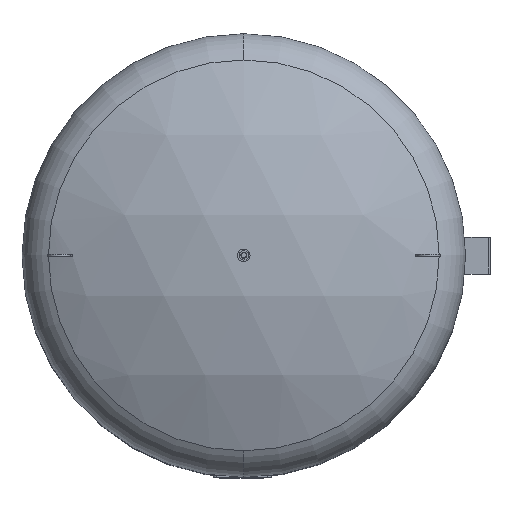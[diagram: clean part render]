
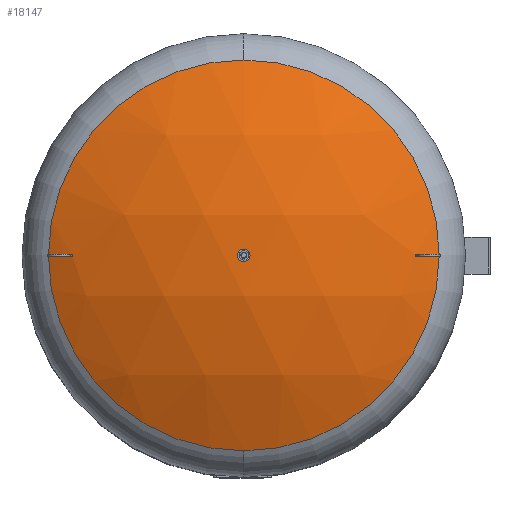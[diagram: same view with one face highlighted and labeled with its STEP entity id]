
A CAD part, top view. The second image highlights one B-rep face of the part: STEP entity #18147.
In plain terms, the highlighted spherical face has radius 1207 mm.
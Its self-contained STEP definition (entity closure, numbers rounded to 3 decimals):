
#17579=CARTESIAN_POINT('',(0.,-528.621,1822.085));
#17580=VERTEX_POINT('',#17579);
#17596=CARTESIAN_POINT('',(0.,528.621,1822.085));
#17597=VERTEX_POINT('',#17596);
#17605=CARTESIAN_POINT('',(528.621,0.,1822.085));
#17606=VERTEX_POINT('',#17605);
#17607=CARTESIAN_POINT('',(0.,0.,1822.085));
#17608=DIRECTION('',(0.0,0.0,-1.0));
#17609=DIRECTION('',(1.0,0.0,0.0));
#17610=AXIS2_PLACEMENT_3D('',#17607,#17608,#17609);
#17611=CIRCLE('',#17610,528.621);
#17612=EDGE_CURVE('',#17597,#17606,#17611,.T.);
#17614=CARTESIAN_POINT('',(0.,0.,1822.085));
#17615=DIRECTION('',(0.0,0.0,-1.0));
#17616=DIRECTION('',(1.0,0.0,0.0));
#17617=AXIS2_PLACEMENT_3D('',#17614,#17615,#17616);
#17618=CIRCLE('',#17617,528.621);
#17619=EDGE_CURVE('',#17606,#17580,#17618,.T.);
#17734=CARTESIAN_POINT('',(-463.452,-3.,1851.474));
#17735=VERTEX_POINT('',#17734);
#17736=CARTESIAN_POINT('',(-521.619,-3.,1825.464));
#17737=VERTEX_POINT('',#17736);
#17738=CARTESIAN_POINT('',(0.,-3.,737.0));
#17739=DIRECTION('',(0.0,-1.0,0.0));
#17740=DIRECTION('',(0.0,0.0,1.0));
#17741=AXIS2_PLACEMENT_3D('',#17738,#17739,#17740);
#17742=CIRCLE('',#17741,1206.996);
#17743=EDGE_CURVE('',#17735,#17737,#17742,.T.);
#17786=CARTESIAN_POINT('',(-463.452,3.,1851.474));
#17787=VERTEX_POINT('',#17786);
#17788=CARTESIAN_POINT('',(-143.674,0.,697.197));
#17789=DIRECTION('',(0.964,0.,0.267));
#17790=DIRECTION('',(-0.267,0.0,0.964));
#17791=AXIS2_PLACEMENT_3D('',#17788,#17789,#17790);
#17792=CIRCLE('',#17791,1197.757);
#17793=EDGE_CURVE('',#17787,#17735,#17792,.T.);
#17836=CARTESIAN_POINT('',(-521.619,3.,1825.464));
#17837=VERTEX_POINT('',#17836);
#17838=CARTESIAN_POINT('',(-204.387,0.,680.377));
#17839=DIRECTION('',(-0.964,0.,-0.267));
#17840=DIRECTION('',(0.267,0.0,-0.964));
#17841=AXIS2_PLACEMENT_3D('',#17838,#17839,#17840);
#17842=CIRCLE('',#17841,1188.221);
#17843=EDGE_CURVE('',#17737,#17837,#17842,.T.);
#17868=CARTESIAN_POINT('',(0.,3.,737.0));
#17869=DIRECTION('',(0.0,1.0,0.0));
#17870=DIRECTION('',(0.0,0.0,-1.0));
#17871=AXIS2_PLACEMENT_3D('',#17868,#17869,#17870);
#17872=CIRCLE('',#17871,1206.996);
#17873=EDGE_CURVE('',#17837,#17787,#17872,.T.);
#17908=CARTESIAN_POINT('',(463.452,3.,1851.474));
#17909=VERTEX_POINT('',#17908);
#17910=CARTESIAN_POINT('',(521.619,3.,1825.464));
#17911=VERTEX_POINT('',#17910);
#17912=CARTESIAN_POINT('',(0.,3.,737.0));
#17913=DIRECTION('',(0.0,1.0,0.0));
#17914=DIRECTION('',(0.0,0.0,-1.0));
#17915=AXIS2_PLACEMENT_3D('',#17912,#17913,#17914);
#17916=CIRCLE('',#17915,1206.996);
#17917=EDGE_CURVE('',#17909,#17911,#17916,.T.);
#17960=CARTESIAN_POINT('',(463.452,-3.,1851.474));
#17961=VERTEX_POINT('',#17960);
#17962=CARTESIAN_POINT('',(143.674,0.,697.197));
#17963=DIRECTION('',(-0.964,0.,0.267));
#17964=DIRECTION('',(-0.267,0.0,-0.964));
#17965=AXIS2_PLACEMENT_3D('',#17962,#17963,#17964);
#17966=CIRCLE('',#17965,1197.757);
#17967=EDGE_CURVE('',#17961,#17909,#17966,.T.);
#18031=CARTESIAN_POINT('',(521.619,-3.,1825.464));
#18032=VERTEX_POINT('',#18031);
#18033=CARTESIAN_POINT('',(204.387,0.,680.377));
#18034=DIRECTION('',(0.964,0.,-0.267));
#18035=DIRECTION('',(0.267,0.0,0.964));
#18036=AXIS2_PLACEMENT_3D('',#18033,#18034,#18035);
#18037=CIRCLE('',#18036,1188.221);
#18038=EDGE_CURVE('',#17911,#18032,#18037,.T.);
#18102=CARTESIAN_POINT('',(0.,-3.,737.0));
#18103=DIRECTION('',(0.0,-1.0,0.0));
#18104=DIRECTION('',(0.0,0.0,1.0));
#18105=AXIS2_PLACEMENT_3D('',#18102,#18103,#18104);
#18106=CIRCLE('',#18105,1206.996);
#18107=EDGE_CURVE('',#18032,#17961,#18106,.T.);
#18119=CARTESIAN_POINT('',(0.,0.,737.0));
#18120=DIRECTION('',(0.0,-1.0,0.0));
#18121=DIRECTION('',(-1.0,0.0,0.0));
#18122=AXIS2_PLACEMENT_3D('',#18119,#18120,#18121);
#18123=SPHERICAL_SURFACE('',#18122,1207.);
#18124=ORIENTED_EDGE('',*,*,#17793,.T.);
#18125=ORIENTED_EDGE('',*,*,#17743,.T.);
#18126=ORIENTED_EDGE('',*,*,#17843,.T.);
#18127=ORIENTED_EDGE('',*,*,#17873,.T.);
#18128=EDGE_LOOP('',(#18124,#18125,#18126,#18127));
#18129=FACE_OUTER_BOUND('',#18128,.T.);
#18130=ORIENTED_EDGE('',*,*,#17967,.T.);
#18131=ORIENTED_EDGE('',*,*,#17917,.T.);
#18132=ORIENTED_EDGE('',*,*,#18038,.T.);
#18133=ORIENTED_EDGE('',*,*,#18107,.T.);
#18134=EDGE_LOOP('',(#18130,#18131,#18132,#18133));
#18135=FACE_BOUND('',#18134,.T.);
#18136=ORIENTED_EDGE('',*,*,#17619,.F.);
#18137=ORIENTED_EDGE('',*,*,#17612,.F.);
#18138=CARTESIAN_POINT('',(0.,0.,1822.085));
#18139=DIRECTION('',(0.0,0.0,-1.0));
#18140=DIRECTION('',(1.0,0.0,0.0));
#18141=AXIS2_PLACEMENT_3D('',#18138,#18139,#18140);
#18142=CIRCLE('',#18141,528.621);
#18143=EDGE_CURVE('',#17580,#17597,#18142,.T.);
#18144=ORIENTED_EDGE('',*,*,#18143,.F.);
#18145=EDGE_LOOP('',(#18136,#18137,#18144));
#18146=FACE_BOUND('',#18145,.T.);
#18147=ADVANCED_FACE('',(#18129,#18135,#18146),#18123,.T.);
